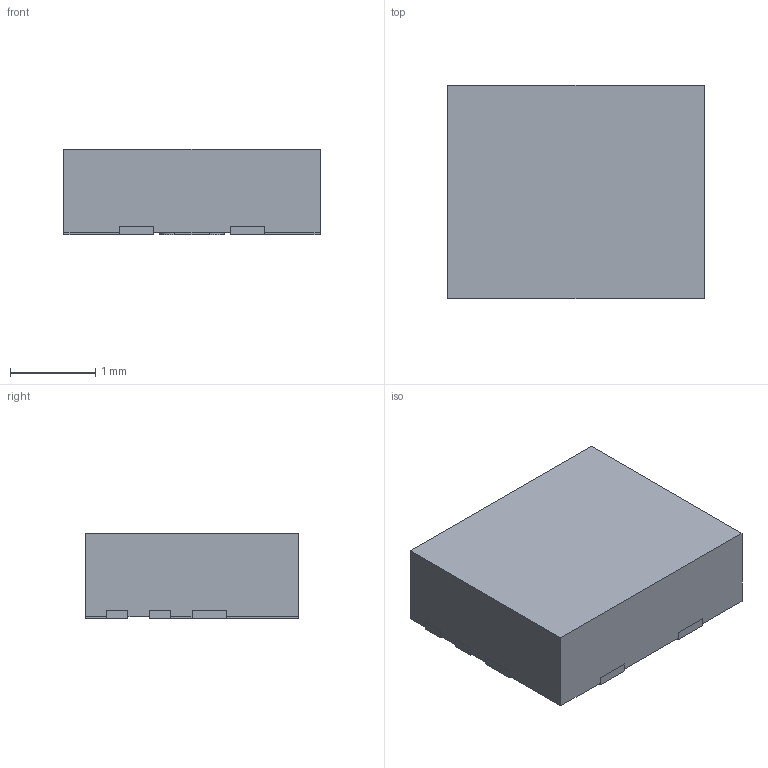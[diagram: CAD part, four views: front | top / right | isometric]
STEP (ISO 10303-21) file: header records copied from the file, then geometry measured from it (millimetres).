
FILE_DESCRIPTION((''),'2;1');
FILE_NAME('RQQ0011A_ASM','2020-01-14T13:28:14',('a0412086'),(''),'CREO PARAMETRIC BY PTC INC, 2019292','CREO PARAMETRIC BY PTC INC, 2019292','');
FILE_SCHEMA(('AUTOMOTIVE_DESIGN { 1 0 10303 214 1 1 1 1 }'));
Length unit declared in the file: millimetre
Products named in the file (3): FRAME; MOLD; RQQ0011A_ASM
Assembly tree (2 placements, depth 2):
  RQQ0011A_ASM
    FRAME
    MOLD
Bounding box: 3 x 2.5 x 1 mm (x, y, z)
Volume: 7.4 mm3; surface area: 34.3 mm2
Topology: 12 solids, 12 shells, 135 faces, 330 edges, 220 vertices
Faces by surface type: plane 123, cylinder 12
Entity records: 5248 total; most frequent: CARTESIAN_POINT 697, ORIENTED_EDGE 660, DIRECTION 634, PRESENTATION_STYLE_ASSIGNMENT 356, STYLED_ITEM 342, CURVE_STYLE 330, EDGE_CURVE 330, VECTOR 306
